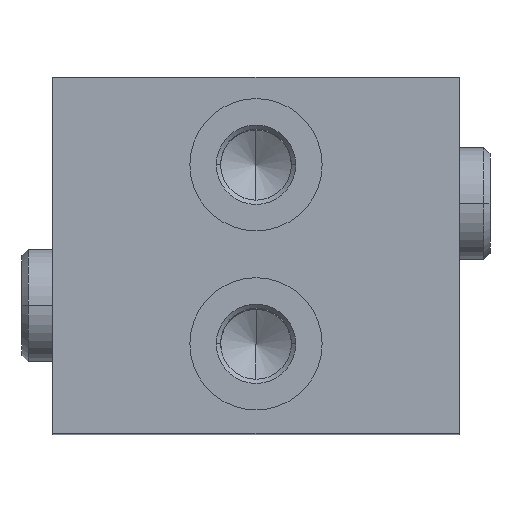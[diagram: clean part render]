
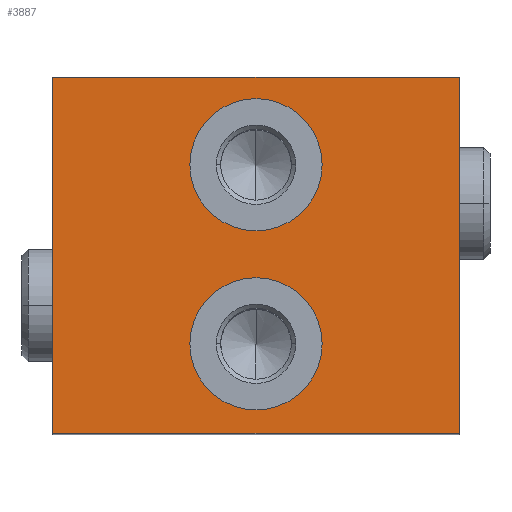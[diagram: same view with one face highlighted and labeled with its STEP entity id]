
A CAD part, top view. The second image highlights one B-rep face of the part: STEP entity #3887.
In plain terms, the highlighted planar face has unit normal (0, 0, 1).
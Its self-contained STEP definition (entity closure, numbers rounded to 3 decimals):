
#411=DIRECTION('',(-1.,0.,0.));
#412=VECTOR('',#411,50.8);
#413=CARTESIAN_POINT('',(50.8,0.,101.6));
#414=LINE('',#413,#412);
#418=DIRECTION('',(0.,1.,0.));
#419=VECTOR('',#418,44.45);
#420=CARTESIAN_POINT('',(0.,0.,101.6));
#421=LINE('',#420,#419);
#425=DIRECTION('',(1.,0.,0.));
#426=VECTOR('',#425,50.8);
#427=CARTESIAN_POINT('',(0.,44.45,101.6));
#428=LINE('',#427,#426);
#432=DIRECTION('',(0.,-1.,0.));
#433=VECTOR('',#432,44.45);
#434=CARTESIAN_POINT('',(50.8,44.45,101.6));
#435=LINE('',#434,#433);
#439=CARTESIAN_POINT('',(25.4,33.528,101.6));
#440=DIRECTION('',(0.,0.,1.));
#441=DIRECTION('',(-1.,0.,0.));
#442=AXIS2_PLACEMENT_3D('',#439,#440,#441);
#447=CARTESIAN_POINT('',(25.4,33.528,101.6));
#448=DIRECTION('',(0.,0.,1.));
#449=DIRECTION('',(1.,0.,0.));
#450=AXIS2_PLACEMENT_3D('',#447,#448,#449);
#455=CARTESIAN_POINT('',(25.4,11.176,101.6));
#456=DIRECTION('',(0.,0.,1.));
#457=DIRECTION('',(-1.,0.,0.));
#458=AXIS2_PLACEMENT_3D('',#455,#456,#457);
#463=CARTESIAN_POINT('',(25.4,11.176,101.6));
#464=DIRECTION('',(0.,0.,1.));
#465=DIRECTION('',(1.,0.,0.));
#466=AXIS2_PLACEMENT_3D('',#463,#464,#465);
#3236=CARTESIAN_POINT('',(0.,0.,101.6));
#3237=VERTEX_POINT('',#3236);
#3238=CARTESIAN_POINT('',(50.8,0.,101.6));
#3239=VERTEX_POINT('',#3238);
#3256=CARTESIAN_POINT('',(0.,44.45,101.6));
#3257=VERTEX_POINT('',#3256);
#3266=CARTESIAN_POINT('',(50.8,44.45,101.6));
#3267=VERTEX_POINT('',#3266);
#3328=CARTESIAN_POINT('',(17.145,33.528,101.6));
#3329=CARTESIAN_POINT('',(33.655,33.528,101.6));
#3330=VERTEX_POINT('',#3328);
#3331=VERTEX_POINT('',#3329);
#3332=CARTESIAN_POINT('',(17.145,11.176,101.6));
#3333=CARTESIAN_POINT('',(33.655,11.176,101.6));
#3334=VERTEX_POINT('',#3332);
#3335=VERTEX_POINT('',#3333);
#3864=CARTESIAN_POINT('',(0.,0.,101.6));
#3865=DIRECTION('',(0.,0.,1.));
#3866=DIRECTION('',(1.,0.,0.));
#3867=AXIS2_PLACEMENT_3D('',#3864,#3865,#3866);
#3868=PLANE('',#3867);
#3869=ORIENTED_EDGE('',*,*,#3690,.T.);
#3870=ORIENTED_EDGE('',*,*,#3729,.T.);
#3871=ORIENTED_EDGE('',*,*,#3755,.T.);
#3872=ORIENTED_EDGE('',*,*,#3846,.T.);
#3873=EDGE_LOOP('',(#3869,#3870,#3871,#3872));
#3874=FACE_OUTER_BOUND('',#3873,.F.);
#3876=ORIENTED_EDGE('',*,*,#3875,.T.);
#3878=ORIENTED_EDGE('',*,*,#3877,.T.);
#3879=EDGE_LOOP('',(#3876,#3878));
#3880=FACE_BOUND('',#3879,.F.);
#3882=ORIENTED_EDGE('',*,*,#3881,.T.);
#3884=ORIENTED_EDGE('',*,*,#3883,.T.);
#3885=EDGE_LOOP('',(#3882,#3884));
#3886=FACE_BOUND('',#3885,.F.);
#443=CIRCLE('',#442,8.255);
#451=CIRCLE('',#450,8.255);
#459=CIRCLE('',#458,8.255);
#467=CIRCLE('',#466,8.255);
#3690=EDGE_CURVE('',#3239,#3237,#414,.T.);
#3729=EDGE_CURVE('',#3237,#3257,#421,.T.);
#3755=EDGE_CURVE('',#3257,#3267,#428,.T.);
#3846=EDGE_CURVE('',#3267,#3239,#435,.T.);
#3875=EDGE_CURVE('',#3330,#3331,#443,.T.);
#3877=EDGE_CURVE('',#3331,#3330,#451,.T.);
#3881=EDGE_CURVE('',#3334,#3335,#459,.T.);
#3883=EDGE_CURVE('',#3335,#3334,#467,.T.);
#3887=ADVANCED_FACE('',(#3874,#3880,#3886),#3868,.T.);
